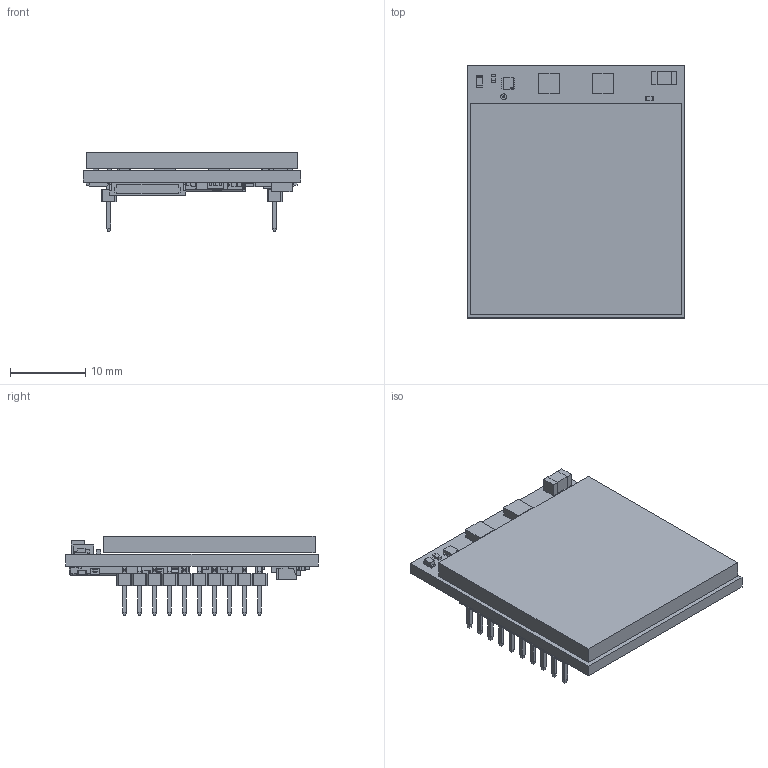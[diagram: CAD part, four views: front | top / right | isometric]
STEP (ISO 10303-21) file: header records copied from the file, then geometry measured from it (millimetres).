
FILE_DESCRIPTION (( 'STEP AP214' ), '1' );
FILE_NAME ('PB2480-R1-1UP-3D-sw14.STEP', '2018-02-23T18:02:20', ( '' ), ( '' ), 'SwSTEP 2.0', 'SolidWorks 2014', '' );
FILE_SCHEMA (( 'AUTOMOTIVE_DESIGN' ));
Length unit declared in the file: millimetre
Products named in the file (108): D2-PB2480R1; 568479968; 568477920; 2X2X1.5_MM_10_PINS_TS2157_XBEE_PINS_3M-LEFT-SIDE; Q2-PB2480R1; P1-PB2480R1; APT1608; Extruded_22; Extruded_13; 2X2X1.5_MM_10_PINS_TS2157_XBEE_PINS_3M; 568481504; P2-PB2480R1; R6-PB2480R1; 568480096; 568478176; 2X2X1.5_MM_PIN-UL-4.0-BL-2.60_TL-6.60MM-_TS2157_XBEE_PINS_3M; Extruded; P3-PB2480R1; 568478944; Extruded_21; Extruded_12; C11-PB2480R1; Board; 568480224; Extruded_6; C5-PB2480R1; 568478304; U5-PB2480R1; Extruded_16; 568479072; 568477280; Extruded_11; 568481760; PB2480-R1-1UP-3D-sw14; R1-PB2480R1; Extruded_5; Extruded_20; L1-PB2480R1; Extruded_27; R2-PB2480R1 ...
Assembly tree (161 placements, depth 5):
  PB2480-R1-1UP-3D-sw14
    Board
    Q2-PB2480R1
      568481504
        Extruded
    R7-PB2480R1
      568481248  x2
        Extruded_2
      568481120
        Extruded_3
    Q3-PB2480R1
      568481376
        Extruded_4
    P4-PB2480R1
      K3D-SF56S006V4BR2000_V01_JAE_Proprietary
    P7-PB2480R1
      SM10B-SURS-TF
    R6-PB2480R1
      568479072  x2
        Extruded_5
      568478944
        Extruded_6
    D2-PB2480R1
      APT1608
    R5-PB2480R1
      568479072  x2
        Extruded_5
      568478944
        Extruded_6
    Q1-PB2480R1
      569718344
        Cylinder
      568480608  x6
        Extruded_7
      568480736
        Extruded_8
    L1-PB2480R1
      568478816
        Extruded_9
      568478432  x2
        Extruded_10
    C4-PB2480R1
      568478304
        Extruded_11
      568478176
        Extruded_12
      568477920
        Extruded_13
    U4-PB2480R1
      568477792
        Extruded_14
    U2-PB2480R1
      SC70-6LEAD-DCK-H1.10mm
    U1-PB2480R1
      568480352
        Extruded_15
    R4-PB2480R1
      CW_SM-R-0402
    R3-PB2480R1
      568481248  x2
Bounding box: 29 x 33.6 x 10.61 mm (x, y, z)
Volume: 3805.4 mm3; surface area: 5873.2 mm2
Topology: 118 solids, 123 shells, 7305 faces, 19348 edges, 12783 vertices
Faces by surface type: plane 5345, bspline 1500, cylinder 442, cone 18
Entity records: 106528 total; most frequent: CARTESIAN_POINT 37528, ORIENTED_EDGE 11955, DIRECTION 8812, EDGE_CURVE 5979, VERTEX_POINT 3921, VECTOR 3906, LINE 3906, AXIS2_PLACEMENT_3D 2453
